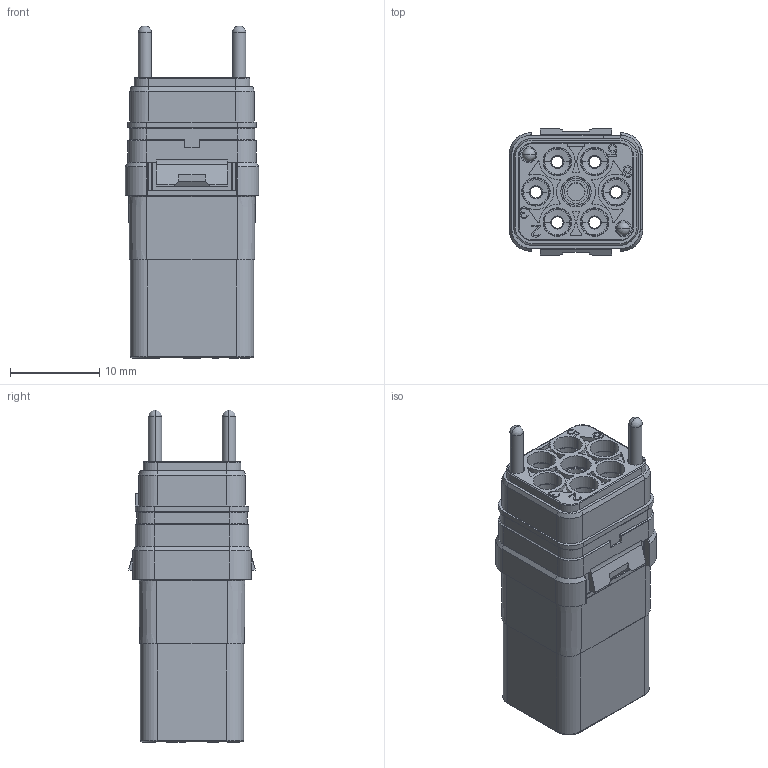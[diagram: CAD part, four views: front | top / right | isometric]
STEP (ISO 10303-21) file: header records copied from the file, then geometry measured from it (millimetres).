
FILE_DESCRIPTION((''),'2;1');
FILE_NAME('SIMMO06LUPA','2020-01-10T',('presta_be4'),(''),'CREO PARAMETRIC BY PTC INC, 2018360','CREO PARAMETRIC BY PTC INC, 2018360','');
FILE_SCHEMA(('CONFIG_CONTROL_DESIGN'));
Length unit declared in the file: millimetre
Products named in the file (1): SIMMO06LUPA
Bounding box: 15 x 14.15 x 37.28 mm (x, y, z)
Volume: 3362.8 mm3; surface area: 5361 mm2
Topology: 1 solids, 1 shells, 1476 faces, 3939 edges, 2494 vertices
Faces by surface type: plane 822, cylinder 320, torus 178, cone 152, sphere 4
Entity records: 46004 total; most frequent: CARTESIAN_POINT 8233, DIRECTION 8078, ORIENTED_EDGE 7870, EDGE_CURVE 3935, AXIS2_PLACEMENT_3D 2715, VECTOR 2648, LINE 2648, VERTEX_POINT 2494
